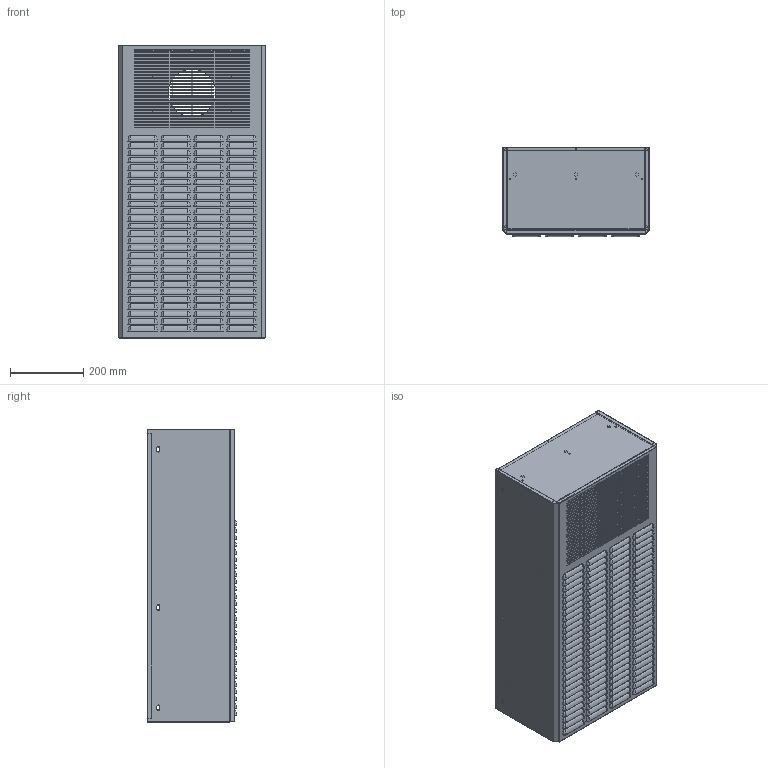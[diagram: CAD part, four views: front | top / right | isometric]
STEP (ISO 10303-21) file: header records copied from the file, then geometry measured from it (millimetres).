
FILE_DESCRIPTION(/* description */ (''),/* implementation_level */ '2;1');
FILE_NAME(/* name */ 'AVC145',/* time_stamp */ '2018-06-25T15:39:03+02:00',/* author */ (''),/* organization */ (''),/* preprocessor_version */ 'ST-DEVELOPER v16.5',/* originating_system */ '',/* authorisation */ '');
FILE_SCHEMA (('AUTOMOTIVE_DESIGN'));
Products named in the file (1): Document
Bounding box: 400 x 244 x 799.5 mm (x, y, z)
Volume: 1523867.4 mm3; surface area: 3238072.7 mm2
Topology: 117 solids, 118 shells, 2640 faces, 6832 edges, 3990 vertices
Faces by surface type: bspline 2259, plane 381
Entity records: 119449 total; most frequent: CARTESIAN_POINT 79846, ORIENTED_EDGE 12576, EDGE_CURVE 6292, B_SPLINE_CURVE_WITH_KNOTS 4787, VERTEX_POINT 3882, EDGE_LOOP 3392, ADVANCED_FACE 2640, FACE_OUTER_BOUND 2640
